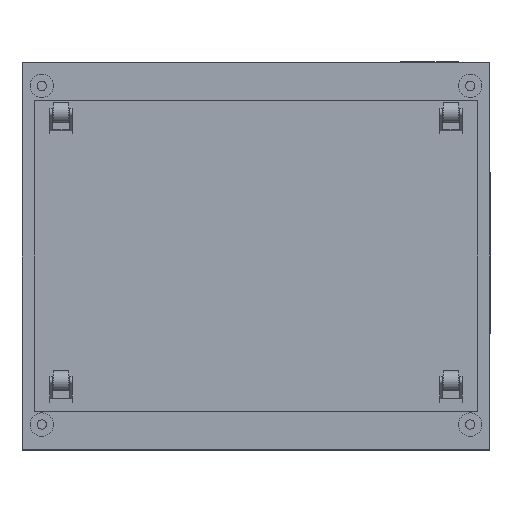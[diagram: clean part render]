
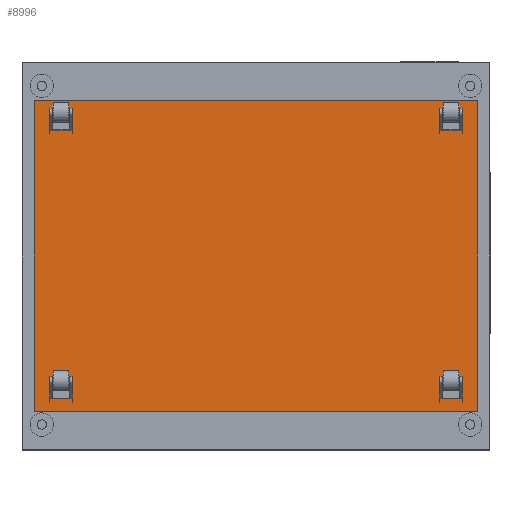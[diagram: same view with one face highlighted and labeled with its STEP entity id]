
A CAD part, front view. The second image highlights one B-rep face of the part: STEP entity #8996.
In plain terms, the highlighted planar face has unit normal (0, -1, 0).
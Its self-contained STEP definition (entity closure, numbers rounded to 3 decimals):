
#138 = CARTESIAN_POINT ( 'NONE',  ( 378.8, -325.3, -265.05 ) ) ;
#607 = CARTESIAN_POINT ( 'NONE',  ( 0., -325.3, 0. ) ) ;
#627 = ORIENTED_EDGE ( 'NONE', *, *, #777, .T. ) ;
#777 = EDGE_CURVE ( 'NONE', #2843, #3144, #5754, .T. ) ;
#913 = VERTEX_POINT ( 'NONE', #3976 ) ;
#1345 = EDGE_CURVE ( 'NONE', #913, #10032, #5757, .T. ) ;
#1386 = DIRECTION ( 'NONE',  ( 1., 0., 0. ) ) ;
#2843 = VERTEX_POINT ( 'NONE', #8580 ) ;
#2971 = CARTESIAN_POINT ( 'NONE',  ( 378.8, -325.3, 265.05 ) ) ;
#3084 = PLANE ( 'NONE',  #5107 ) ;
#3144 = VERTEX_POINT ( 'NONE', #138 ) ;
#3206 = VECTOR ( 'NONE', #1386, 1000. ) ;
#3314 = VECTOR ( 'NONE', #4737, 1000. ) ;
#3683 = DIRECTION ( 'NONE',  ( 0., 0., -1. ) ) ;
#3976 = CARTESIAN_POINT ( 'NONE',  ( 378.8, -325.3, 265.05 ) ) ;
#4020 = ORIENTED_EDGE ( 'NONE', *, *, #4965, .T. ) ;
#4045 = CARTESIAN_POINT ( 'NONE',  ( -378.8, -325.3, 265.05 ) ) ;
#4338 = ORIENTED_EDGE ( 'NONE', *, *, #9436, .T. ) ;
#4489 = CARTESIAN_POINT ( 'NONE',  ( -378.8, -325.3, 265.05 ) ) ;
#4638 = VECTOR ( 'NONE', #3683, 1000. ) ;
#4646 = DIRECTION ( 'NONE',  ( 0., 0., 1. ) ) ;
#4737 = DIRECTION ( 'NONE',  ( -1., 0., 0. ) ) ;
#4825 = EDGE_LOOP ( 'NONE', ( #4338, #7233, #4020, #627 ) ) ;
#4965 = EDGE_CURVE ( 'NONE', #10032, #2843, #9167, .T. ) ;
#5107 = AXIS2_PLACEMENT_3D ( 'NONE', #607, #7294, #7263 ) ;
#5515 = CARTESIAN_POINT ( 'NONE',  ( -378.8, -325.3, -265.05 ) ) ;
#5754 = LINE ( 'NONE', #5515, #3206 ) ;
#5757 = LINE ( 'NONE', #4045, #3314 ) ;
#5761 = FACE_OUTER_BOUND ( 'NONE', #4825, .T. ) ;
#5874 = LINE ( 'NONE', #2971, #9739 ) ;
#7233 = ORIENTED_EDGE ( 'NONE', *, *, #1345, .T. ) ;
#7263 = DIRECTION ( 'NONE',  ( 0., 0., -1. ) ) ;
#7294 = DIRECTION ( 'NONE',  ( 0., -1., 0. ) ) ;
#8580 = CARTESIAN_POINT ( 'NONE',  ( -378.8, -325.3, -265.05 ) ) ;
#8743 = CARTESIAN_POINT ( 'NONE',  ( -378.8, -325.3, 265.05 ) ) ;
#8996 = ADVANCED_FACE ( 'NONE', ( #5761 ), #3084, .T. ) ;
#9167 = LINE ( 'NONE', #8743, #4638 ) ;
#9436 = EDGE_CURVE ( 'NONE', #3144, #913, #5874, .T. ) ;
#9739 = VECTOR ( 'NONE', #4646, 1000. ) ;
#10032 = VERTEX_POINT ( 'NONE', #4489 ) ;
